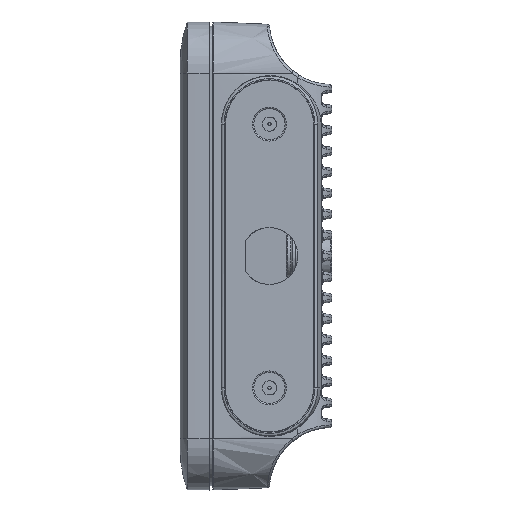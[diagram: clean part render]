
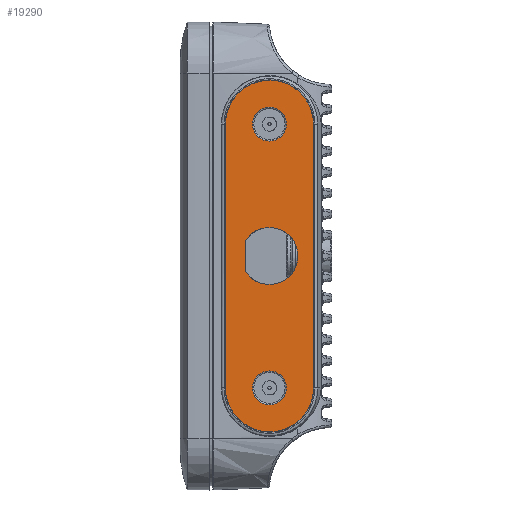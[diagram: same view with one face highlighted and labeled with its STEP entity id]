
A CAD part, left-side view. The second image highlights one B-rep face of the part: STEP entity #19290.
In plain terms, the highlighted face is planar.
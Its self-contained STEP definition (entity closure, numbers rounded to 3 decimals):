
#627=(
BOUNDED_CURVE()
B_SPLINE_CURVE(2,(#35065,#35066,#35067,#35068,#35069,#35070,#35071),
 .UNSPECIFIED.,.F.,.F.)
B_SPLINE_CURVE_WITH_KNOTS((3,2,2,3),(166.042,190.389,
214.737,307.737),.UNSPECIFIED.)
CURVE()
GEOMETRIC_REPRESENTATION_ITEM()
RATIONAL_B_SPLINE_CURVE((1.,0.707,1.,0.707,1.,1.,
1.))
REPRESENTATION_ITEM('')
);
#629=(
BOUNDED_CURVE()
B_SPLINE_CURVE(2,(#35084,#35085,#35086,#35087,#35088,#35089,#35090),
 .UNSPECIFIED.,.F.,.F.)
B_SPLINE_CURVE_WITH_KNOTS((3,2,2,3),(-166.042,-73.042,
-48.695,-24.347),.UNSPECIFIED.)
CURVE()
GEOMETRIC_REPRESENTATION_ITEM()
RATIONAL_B_SPLINE_CURVE((1.,1.,1.,0.707,1.,0.707,
1.))
REPRESENTATION_ITEM('')
);
#881=FACE_BOUND('',#4024,.T.);
#882=FACE_BOUND('',#4025,.T.);
#883=FACE_BOUND('',#4026,.T.);
#2857=FACE_OUTER_BOUND('',#4023,.T.);
#4023=EDGE_LOOP('',(#15239,#15240));
#4024=EDGE_LOOP('',(#15241,#15242));
#4025=EDGE_LOOP('',(#15243,#15244));
#4026=EDGE_LOOP('',(#15245,#15246,#15247,#15248,#15249));
#5060=CIRCLE('',#20842,6.);
#5061=CIRCLE('',#20843,6.);
#5062=CIRCLE('',#20844,6.);
#5063=CIRCLE('',#20845,6.);
#5064=CIRCLE('',#20846,10.05);
#5996=LINE('',#35101,#6983);
#5997=LINE('',#35103,#6984);
#5998=LINE('',#35107,#6985);
#5999=LINE('',#35108,#6986);
#6983=VECTOR('',#23880,10.);
#6984=VECTOR('',#23881,10.);
#6985=VECTOR('',#23884,10.);
#6986=VECTOR('',#23885,10.);
#8443=VERTEX_POINT('',#35063);
#8444=VERTEX_POINT('',#35064);
#8447=VERTEX_POINT('',#35091);
#8448=VERTEX_POINT('',#35092);
#8449=VERTEX_POINT('',#35095);
#8450=VERTEX_POINT('',#35096);
#8451=VERTEX_POINT('',#35099);
#8452=VERTEX_POINT('',#35100);
#8453=VERTEX_POINT('',#35102);
#8454=VERTEX_POINT('',#35104);
#8455=VERTEX_POINT('',#35106);
#10846=EDGE_CURVE('',#8443,#8444,#627,.T.);
#10850=EDGE_CURVE('',#8443,#8444,#629,.T.);
#10851=EDGE_CURVE('',#8447,#8448,#5060,.T.);
#10852=EDGE_CURVE('',#8448,#8447,#5061,.T.);
#10853=EDGE_CURVE('',#8449,#8450,#5062,.T.);
#10854=EDGE_CURVE('',#8450,#8449,#5063,.T.);
#10855=EDGE_CURVE('',#8451,#8452,#5996,.T.);
#10856=EDGE_CURVE('',#8452,#8453,#5997,.T.);
#10857=EDGE_CURVE('',#8453,#8454,#5064,.T.);
#10858=EDGE_CURVE('',#8454,#8455,#5998,.T.);
#10859=EDGE_CURVE('',#8455,#8451,#5999,.T.);
#15239=ORIENTED_EDGE('',*,*,#10846,.F.);
#15240=ORIENTED_EDGE('',*,*,#10850,.T.);
#15241=ORIENTED_EDGE('',*,*,#10851,.T.);
#15242=ORIENTED_EDGE('',*,*,#10852,.T.);
#15243=ORIENTED_EDGE('',*,*,#10853,.T.);
#15244=ORIENTED_EDGE('',*,*,#10854,.T.);
#15245=ORIENTED_EDGE('',*,*,#10855,.T.);
#15246=ORIENTED_EDGE('',*,*,#10856,.T.);
#15247=ORIENTED_EDGE('',*,*,#10857,.T.);
#15248=ORIENTED_EDGE('',*,*,#10858,.T.);
#15249=ORIENTED_EDGE('',*,*,#10859,.T.);
#18643=PLANE('',#20841);
#19290=ADVANCED_FACE('',(#2857,#881,#882,#883),#18643,.T.);
#20841=AXIS2_PLACEMENT_3D('',#35083,#23870,#23871);
#20842=AXIS2_PLACEMENT_3D('',#35093,#23872,#23873);
#20843=AXIS2_PLACEMENT_3D('',#35094,#23874,#23875);
#20844=AXIS2_PLACEMENT_3D('',#35097,#23876,#23877);
#20845=AXIS2_PLACEMENT_3D('',#35098,#23878,#23879);
#20846=AXIS2_PLACEMENT_3D('',#35105,#23882,#23883);
#23870=DIRECTION('center_axis',(0.,0.,-1.));
#23871=DIRECTION('ref_axis',(-1.,0.,0.));
#23872=DIRECTION('center_axis',(0.,0.,1.));
#23873=DIRECTION('ref_axis',(0.,1.,0.));
#23874=DIRECTION('center_axis',(0.,0.,1.));
#23875=DIRECTION('ref_axis',(0.,1.,0.));
#23876=DIRECTION('center_axis',(0.,0.,1.));
#23877=DIRECTION('ref_axis',(0.,1.,0.));
#23878=DIRECTION('center_axis',(0.,0.,1.));
#23879=DIRECTION('ref_axis',(0.,1.,0.));
#23880=DIRECTION('',(1.,0.,0.));
#23881=DIRECTION('',(0.85,0.527,0.));
#23882=DIRECTION('center_axis',(0.,0.,1.));
#23883=DIRECTION('ref_axis',(-0.527,-0.85,0.));
#23884=DIRECTION('',(0.85,-0.527,0.));
#23885=DIRECTION('',(1.,0.,0.));
#35063=CARTESIAN_POINT('',(46.5,12.5,30.));
#35064=CARTESIAN_POINT('',(-46.5,43.5,30.));
#35065=CARTESIAN_POINT('Ctrl Pts',(46.5,12.5,30.));
#35066=CARTESIAN_POINT('Ctrl Pts',(62.,12.5,30.));
#35067=CARTESIAN_POINT('Ctrl Pts',(62.,28.,30.));
#35068=CARTESIAN_POINT('Ctrl Pts',(62.,43.5,30.));
#35069=CARTESIAN_POINT('Ctrl Pts',(46.5,43.5,30.));
#35070=CARTESIAN_POINT('Ctrl Pts',(0.,43.5,30.));
#35071=CARTESIAN_POINT('Ctrl Pts',(-46.5,43.5,30.));
#35083=CARTESIAN_POINT('Origin',(0.,43.81,30.));
#35084=CARTESIAN_POINT('Ctrl Pts',(46.5,12.5,30.));
#35085=CARTESIAN_POINT('Ctrl Pts',(0.,12.5,30.));
#35086=CARTESIAN_POINT('Ctrl Pts',(-46.5,12.5,30.));
#35087=CARTESIAN_POINT('Ctrl Pts',(-62.,12.5,30.));
#35088=CARTESIAN_POINT('Ctrl Pts',(-62.,28.,30.));
#35089=CARTESIAN_POINT('Ctrl Pts',(-62.,43.5,30.));
#35090=CARTESIAN_POINT('Ctrl Pts',(-46.5,43.5,30.));
#35091=CARTESIAN_POINT('',(-46.5,34.,30.));
#35092=CARTESIAN_POINT('',(-40.5,28.,30.));
#35093=CARTESIAN_POINT('Origin',(-46.5,28.,30.));
#35094=CARTESIAN_POINT('Origin',(-46.5,28.,30.));
#35095=CARTESIAN_POINT('',(46.5,34.,30.));
#35096=CARTESIAN_POINT('',(52.5,28.,30.));
#35097=CARTESIAN_POINT('Origin',(46.5,28.,30.));
#35098=CARTESIAN_POINT('Origin',(46.5,28.,30.));
#35099=CARTESIAN_POINT('',(-5.268,19.45,30.));
#35100=CARTESIAN_POINT('',(5.282,19.45,30.));
#35101=CARTESIAN_POINT('',(-5.268,19.45,30.));
#35102=CARTESIAN_POINT('',(5.294,19.458,30.));
#35103=CARTESIAN_POINT('',(5.282,19.45,30.));
#35104=CARTESIAN_POINT('',(-5.294,19.458,30.));
#35105=CARTESIAN_POINT('Origin',(0.,28.,
30.));
#35106=CARTESIAN_POINT('',(-5.282,19.45,30.));
#35107=CARTESIAN_POINT('',(-5.294,19.458,30.));
#35108=CARTESIAN_POINT('',(-5.282,19.45,30.));
